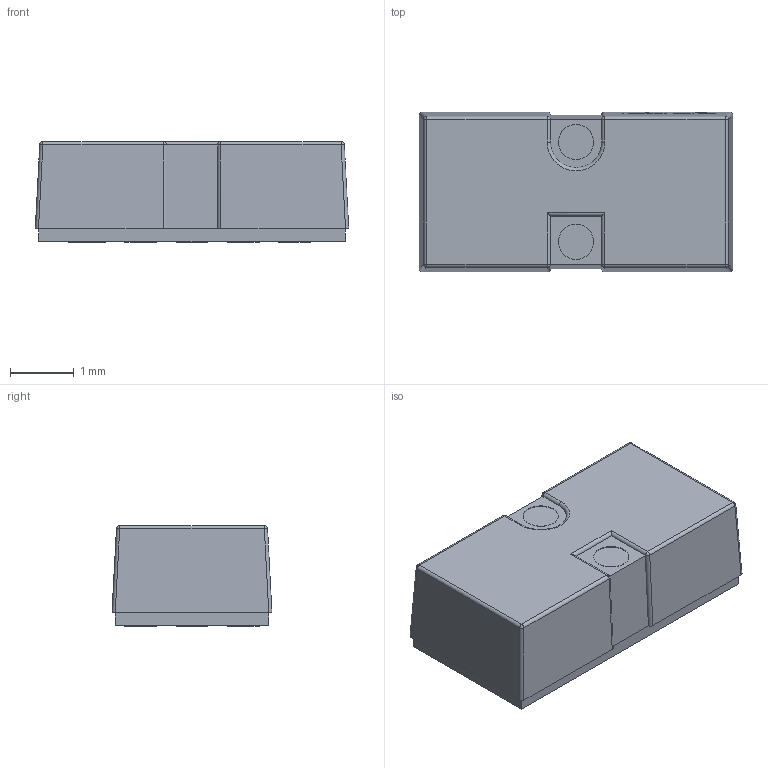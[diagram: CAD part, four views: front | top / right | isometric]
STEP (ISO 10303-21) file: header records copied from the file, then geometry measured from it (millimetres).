
FILE_DESCRIPTION(/* description */ ('STEP AP242','CAx-IF Rec.Pracs.---Representation and Presentation of Product Manufacturing Information (PMI)---4.0---2014-10-13','CAx-IF Rec.Pracs.---3D Tessellated Geometry---0.4---2014-09-14','2;1'),/* implementation_level */ '2;1');
FILE_NAME(/* name */ '6749cb24a5b1e95f9a46114b',/* time_stamp */ '2024-11-29T14:09:42Z',/* author */ (''),/* organization */ (''),/* preprocessor_version */ 'ST-DEVELOPER v20',/* originating_system */ 'ONSHAPE BY PTC INC, 1.190',/* authorisation */ ' ');
FILE_SCHEMA (('AP242_MANAGED_MODEL_BASED_3D_ENGINEERING_MIM_LF { 1 0 10303 442 1 1 4 }'));
Length unit declared in the file: metre
Products named in the file (3): Ra3A-U1; OPTO-SMD_VL53L1CXV0FY-1 <1>; SOLID
Assembly tree (2 placements, depth 3):
  Ra3A-U1
    OPTO-SMD_VL53L1CXV0FY-1 <1>
      SOLID
Bounding box: 4.9 x 2.5 x 1.57 mm (x, y, z)
Volume: 18.1 mm3; surface area: 46.1 mm2
Topology: 1 solids, 1 shells, 397 faces, 1036 edges, 673 vertices
Faces by surface type: plane 256, bspline 103, cylinder 26, sphere 11, torus 1
Full cylindrical faces by diameter (mm): 0.55 x2
Entity records: 13856 total; most frequent: CARTESIAN_POINT 3922, ORIENTED_EDGE 2050, DIRECTION 1471, EDGE_CURVE 1025, LINE 753, VECTOR 753, VERTEX_POINT 672, EDGE_LOOP 439
